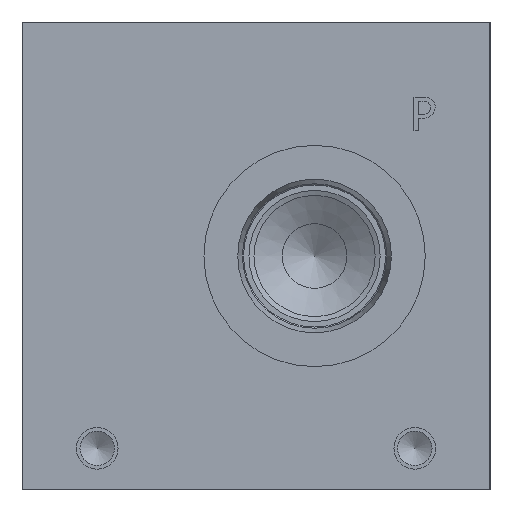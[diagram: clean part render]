
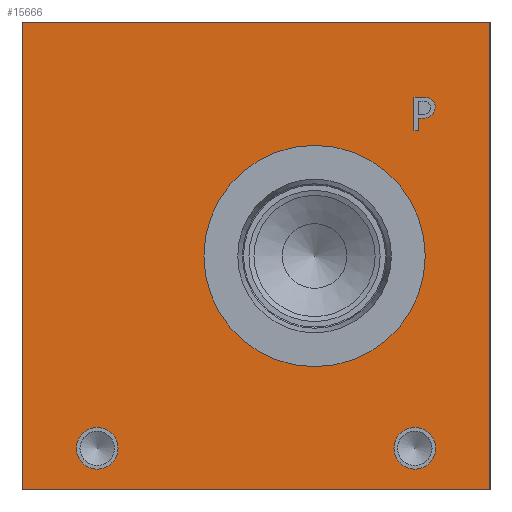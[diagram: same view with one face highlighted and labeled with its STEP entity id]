
A CAD part, left-side view. The second image highlights one B-rep face of the part: STEP entity #15666.
In plain terms, the highlighted planar face has unit normal (-1, 0, 0).
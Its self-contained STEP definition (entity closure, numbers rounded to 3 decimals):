
#247=CIRCLE('',#16330,21.019);
#248=CIRCLE('',#16331,21.019);
#249=CIRCLE('',#16332,3.962);
#250=CIRCLE('',#16333,3.962);
#251=CIRCLE('',#16334,3.962);
#252=CIRCLE('',#16335,3.962);
#747=FACE_BOUND('',#2880,.T.);
#748=FACE_BOUND('',#2881,.T.);
#749=FACE_BOUND('',#2882,.T.);
#750=FACE_BOUND('',#2883,.T.);
#1222=B_SPLINE_CURVE_WITH_KNOTS('',2,(#26208,#26209,#26210,#26211),
 .UNSPECIFIED.,.F.,.F.,(3,1,3),(0.,1.,2.),.UNSPECIFIED.);
#1224=B_SPLINE_CURVE_WITH_KNOTS('',2,(#26229,#26230,#26231,#26232),
 .UNSPECIFIED.,.F.,.F.,(3,1,3),(0.,1.,2.),.UNSPECIFIED.);
#1226=B_SPLINE_CURVE_WITH_KNOTS('',2,(#26278,#26279,#26280,#26281),
 .UNSPECIFIED.,.F.,.F.,(3,1,3),(0.,1.,2.),.UNSPECIFIED.);
#1228=B_SPLINE_CURVE_WITH_KNOTS('',2,(#26296,#26297,#26298,#26299),
 .UNSPECIFIED.,.F.,.F.,(3,1,3),(0.,1.,2.),.UNSPECIFIED.);
#1992=FACE_OUTER_BOUND('',#2879,.T.);
#2879=EDGE_LOOP('',(#12757,#12758,#12759,#12760));
#2880=EDGE_LOOP('',(#12761,#12762));
#2881=EDGE_LOOP('',(#12763,#12764));
#2882=EDGE_LOOP('',(#12765,#12766));
#2883=EDGE_LOOP('',(#12767,#12768,#12769,#12770,#12771,#12772,#12773,#12774,
#12775));
#3554=LINE('',#23137,#4914);
#4352=LINE('',#26241,#5712);
#4355=LINE('',#26247,#5715);
#4358=LINE('',#26253,#5718);
#4361=LINE('',#26259,#5721);
#4364=LINE('',#26265,#5724);
#4368=LINE('',#26307,#5728);
#4369=LINE('',#26309,#5729);
#4370=LINE('',#26310,#5730);
#4914=VECTOR('',#17521,10.);
#5712=VECTOR('',#18913,10.);
#5715=VECTOR('',#18918,10.);
#5718=VECTOR('',#18923,10.);
#5721=VECTOR('',#18928,10.);
#5724=VECTOR('',#18933,10.);
#5728=VECTOR('',#18941,10.);
#5729=VECTOR('',#18942,10.);
#5730=VECTOR('',#18943,10.);
#6314=VERTEX_POINT('',#23130);
#6317=VERTEX_POINT('',#23135);
#6976=VERTEX_POINT('',#26206);
#6977=VERTEX_POINT('',#26207);
#6980=VERTEX_POINT('',#26228);
#6982=VERTEX_POINT('',#26240);
#6984=VERTEX_POINT('',#26246);
#6986=VERTEX_POINT('',#26252);
#6988=VERTEX_POINT('',#26258);
#6990=VERTEX_POINT('',#26264);
#6992=VERTEX_POINT('',#26277);
#6994=VERTEX_POINT('',#26306);
#6995=VERTEX_POINT('',#26308);
#6996=VERTEX_POINT('',#26311);
#6997=VERTEX_POINT('',#26312);
#6998=VERTEX_POINT('',#26315);
#6999=VERTEX_POINT('',#26316);
#7000=VERTEX_POINT('',#26319);
#7001=VERTEX_POINT('',#26320);
#8037=EDGE_CURVE('',#6314,#6317,#3554,.T.);
#9016=EDGE_CURVE('',#6976,#6977,#1222,.T.);
#9020=EDGE_CURVE('',#6980,#6976,#1224,.T.);
#9023=EDGE_CURVE('',#6982,#6980,#4352,.T.);
#9026=EDGE_CURVE('',#6984,#6982,#4355,.T.);
#9029=EDGE_CURVE('',#6986,#6984,#4358,.T.);
#9032=EDGE_CURVE('',#6988,#6986,#4361,.T.);
#9035=EDGE_CURVE('',#6990,#6988,#4364,.T.);
#9038=EDGE_CURVE('',#6992,#6990,#1226,.T.);
#9041=EDGE_CURVE('',#6977,#6992,#1228,.T.);
#9043=EDGE_CURVE('',#6994,#6314,#4368,.T.);
#9044=EDGE_CURVE('',#6995,#6317,#4369,.T.);
#9045=EDGE_CURVE('',#6994,#6995,#4370,.T.);
#9046=EDGE_CURVE('',#6996,#6997,#247,.T.);
#9047=EDGE_CURVE('',#6997,#6996,#248,.T.);
#9048=EDGE_CURVE('',#6998,#6999,#249,.T.);
#9049=EDGE_CURVE('',#6999,#6998,#250,.T.);
#9050=EDGE_CURVE('',#7000,#7001,#251,.T.);
#9051=EDGE_CURVE('',#7001,#7000,#252,.T.);
#12757=ORIENTED_EDGE('',*,*,#9043,.T.);
#12758=ORIENTED_EDGE('',*,*,#8037,.T.);
#12759=ORIENTED_EDGE('',*,*,#9044,.F.);
#12760=ORIENTED_EDGE('',*,*,#9045,.F.);
#12761=ORIENTED_EDGE('',*,*,#9046,.T.);
#12762=ORIENTED_EDGE('',*,*,#9047,.T.);
#12763=ORIENTED_EDGE('',*,*,#9048,.T.);
#12764=ORIENTED_EDGE('',*,*,#9049,.T.);
#12765=ORIENTED_EDGE('',*,*,#9050,.T.);
#12766=ORIENTED_EDGE('',*,*,#9051,.T.);
#12767=ORIENTED_EDGE('',*,*,#9016,.T.);
#12768=ORIENTED_EDGE('',*,*,#9041,.T.);
#12769=ORIENTED_EDGE('',*,*,#9038,.T.);
#12770=ORIENTED_EDGE('',*,*,#9035,.T.);
#12771=ORIENTED_EDGE('',*,*,#9032,.T.);
#12772=ORIENTED_EDGE('',*,*,#9029,.T.);
#12773=ORIENTED_EDGE('',*,*,#9026,.T.);
#12774=ORIENTED_EDGE('',*,*,#9023,.T.);
#12775=ORIENTED_EDGE('',*,*,#9020,.T.);
#14510=PLANE('',#16329);
#15666=ADVANCED_FACE('',(#1992,#747,#748,#749,#750),#14510,.T.);
#16329=AXIS2_PLACEMENT_3D('',#26305,#18939,#18940);
#16330=AXIS2_PLACEMENT_3D('',#26313,#18944,#18945);
#16331=AXIS2_PLACEMENT_3D('',#26314,#18946,#18947);
#16332=AXIS2_PLACEMENT_3D('',#26317,#18948,#18949);
#16333=AXIS2_PLACEMENT_3D('',#26318,#18950,#18951);
#16334=AXIS2_PLACEMENT_3D('',#26321,#18952,#18953);
#16335=AXIS2_PLACEMENT_3D('',#26322,#18954,#18955);
#17521=DIRECTION('',(0.,0.,1.));
#18913=DIRECTION('',(0.,-1.,0.));
#18918=DIRECTION('',(0.,0.,1.));
#18923=DIRECTION('',(0.,1.,0.));
#18928=DIRECTION('',(0.,0.,-1.));
#18933=DIRECTION('',(0.,1.,0.));
#18939=DIRECTION('center_axis',(-1.,0.,0.));
#18940=DIRECTION('ref_axis',(0.,-1.,0.));
#18941=DIRECTION('',(0.,-1.,0.));
#18942=DIRECTION('',(0.,-1.,0.));
#18943=DIRECTION('',(0.,0.,1.));
#18944=DIRECTION('center_axis',(1.,0.,0.));
#18945=DIRECTION('ref_axis',(0.,0.,1.));
#18946=DIRECTION('center_axis',(1.,0.,0.));
#18947=DIRECTION('ref_axis',(0.,0.,1.));
#18948=DIRECTION('center_axis',(1.,0.,0.));
#18949=DIRECTION('ref_axis',(0.,1.,0.));
#18950=DIRECTION('center_axis',(1.,0.,0.));
#18951=DIRECTION('ref_axis',(0.,1.,0.));
#18952=DIRECTION('center_axis',(1.,0.,0.));
#18953=DIRECTION('ref_axis',(0.,1.,0.));
#18954=DIRECTION('center_axis',(1.,0.,0.));
#18955=DIRECTION('ref_axis',(0.,1.,0.));
#23130=CARTESIAN_POINT('',(0.,0.,0.));
#23135=CARTESIAN_POINT('',(0.,0.,88.9));
#23137=CARTESIAN_POINT('',(0.,0.,0.));
#26206=CARTESIAN_POINT('',(0.,11.181,74.216));
#26207=CARTESIAN_POINT('',(0.,10.424,72.698));
#26208=CARTESIAN_POINT('Ctrl Pts',(0.,11.181,74.216));
#26209=CARTESIAN_POINT('Ctrl Pts',(0.,10.826,73.974));
#26210=CARTESIAN_POINT('Ctrl Pts',(0.,10.424,73.228));
#26211=CARTESIAN_POINT('Ctrl Pts',(0.,10.424,72.698));
#26228=CARTESIAN_POINT('',(0.,12.843,74.612));
#26229=CARTESIAN_POINT('Ctrl Pts',(0.,12.843,74.612));
#26230=CARTESIAN_POINT('Ctrl Pts',(0.,12.277,74.612));
#26231=CARTESIAN_POINT('Ctrl Pts',(0.,11.484,74.427));
#26232=CARTESIAN_POINT('Ctrl Pts',(0.,11.181,74.216));
#26240=CARTESIAN_POINT('',(0.,14.438,74.612));
#26241=CARTESIAN_POINT('',(0.,51.669,74.612));
#26246=CARTESIAN_POINT('',(0.,14.438,68.263));
#26247=CARTESIAN_POINT('',(0.,14.438,34.131));
#26252=CARTESIAN_POINT('',(0.,13.594,68.263));
#26253=CARTESIAN_POINT('',(0.,51.247,68.263));
#26258=CARTESIAN_POINT('',(0.,13.594,70.63));
#26259=CARTESIAN_POINT('',(0.,13.594,35.315));
#26264=CARTESIAN_POINT('',(0.,12.879,70.63));
#26265=CARTESIAN_POINT('',(0.,50.889,70.63));
#26277=CARTESIAN_POINT('',(0.,10.98,71.288));
#26278=CARTESIAN_POINT('Ctrl Pts',(0.,10.98,71.288));
#26279=CARTESIAN_POINT('Ctrl Pts',(0.,11.309,70.964));
#26280=CARTESIAN_POINT('Ctrl Pts',(0.,12.2,70.63));
#26281=CARTESIAN_POINT('Ctrl Pts',(0.,12.879,70.63));
#26296=CARTESIAN_POINT('Ctrl Pts',(0.,10.424,72.698));
#26297=CARTESIAN_POINT('Ctrl Pts',(0.,10.424,72.287));
#26298=CARTESIAN_POINT('Ctrl Pts',(0.,10.718,71.546));
#26299=CARTESIAN_POINT('Ctrl Pts',(0.,10.98,71.288));
#26305=CARTESIAN_POINT('Origin',(0.,88.9,0.));
#26306=CARTESIAN_POINT('',(0.,88.9,0.));
#26307=CARTESIAN_POINT('',(0.,88.9,0.));
#26308=CARTESIAN_POINT('',(0.,88.9,88.9));
#26309=CARTESIAN_POINT('',(0.,88.9,88.9));
#26310=CARTESIAN_POINT('',(0.,88.9,0.));
#26311=CARTESIAN_POINT('',(0.,33.325,65.469));
#26312=CARTESIAN_POINT('',(0.,33.325,23.432));
#26313=CARTESIAN_POINT('Origin',(0.,33.325,44.45));
#26314=CARTESIAN_POINT('Origin',(0.,33.325,44.45));
#26315=CARTESIAN_POINT('',(0.,78.588,7.925));
#26316=CARTESIAN_POINT('',(0.,70.663,7.925));
#26317=CARTESIAN_POINT('Origin',(0.,74.625,7.925));
#26318=CARTESIAN_POINT('Origin',(0.,74.625,7.925));
#26319=CARTESIAN_POINT('',(0.,18.237,7.925));
#26320=CARTESIAN_POINT('',(0.,10.312,7.925));
#26321=CARTESIAN_POINT('Origin',(0.,14.275,7.925));
#26322=CARTESIAN_POINT('Origin',(0.,14.275,7.925));
